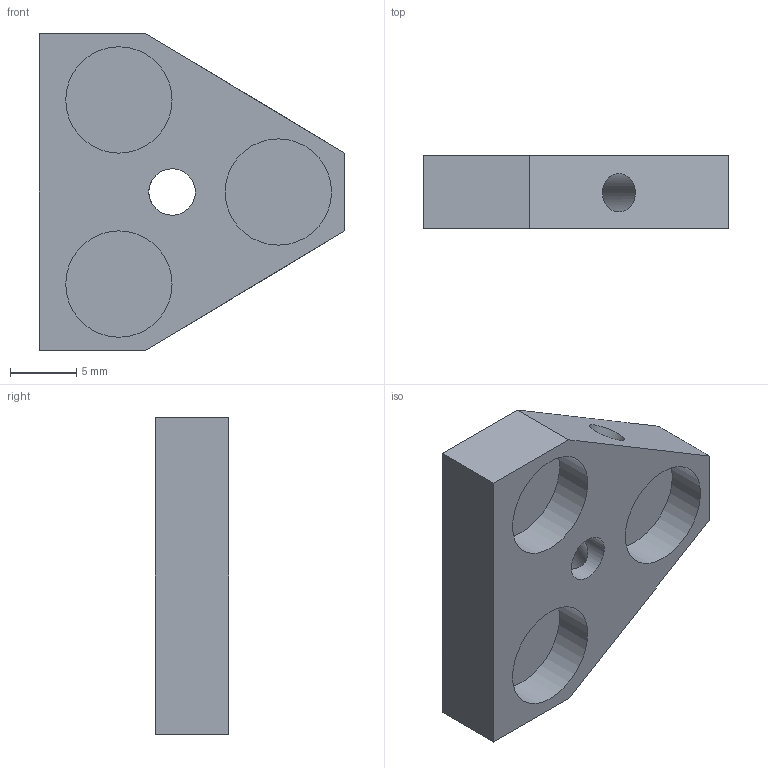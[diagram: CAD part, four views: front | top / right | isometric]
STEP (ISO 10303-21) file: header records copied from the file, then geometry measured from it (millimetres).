
FILE_DESCRIPTION(/* description */ (''),/* implementation_level */ '2;1');
FILE_NAME(/* name */ '30_Cube_Z_Focus_MGN_NEMA_Thorlabsthread_slide_part1.ipt.step',/* time_stamp */ '2022-11-29T08:22:19+01:00',/* author */ ('diederichbenedict'),/* organization */ (''),/* preprocessor_version */ 'ST-DEVELOPER v18.1',/* originating_system */ 'Autodesk Inventor 2022',/* authorisation */ '');
FILE_SCHEMA (('AUTOMOTIVE_DESIGN { 1 0 10303 214 3 1 1 }','TECHNICAL_DATA_PACKAGING'));
Length unit declared in the file: millimetre
Products named in the file (1): 30_Cube_Z_Focus_Drylin_NEMA_slide_part1
Bounding box: 23 x 5.5 x 23.86 mm (x, y, z)
Volume: 1648.2 mm3; surface area: 1653.6 mm2
Topology: 1 solids, 1 shells, 20 faces, 51 edges, 34 vertices
Faces by surface type: plane 13, cylinder 7
Full cylindrical faces by diameter (mm): 2.9 x2, 3.5 x1, 5 x1, 8 x3
Entity records: 746 total; most frequent: CARTESIAN_POINT 200, DIRECTION 103, ORIENTED_EDGE 102, EDGE_CURVE 51, AXIS2_PLACEMENT_3D 37, VERTEX_POINT 34, LINE 29, VECTOR 29
